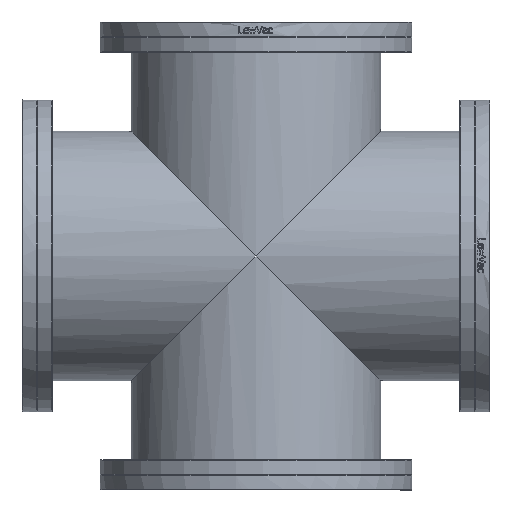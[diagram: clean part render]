
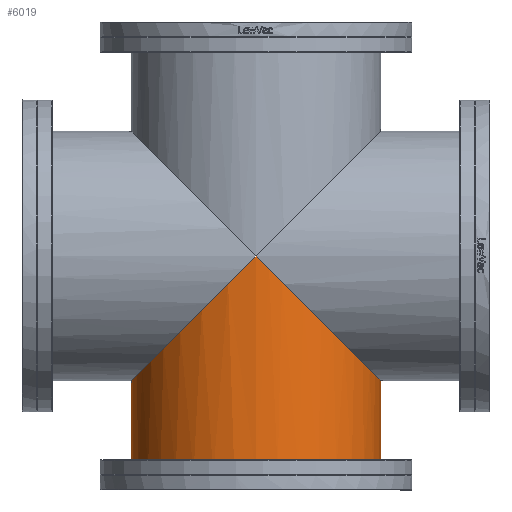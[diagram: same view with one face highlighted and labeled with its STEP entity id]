
A CAD part, left-side view. The second image highlights one B-rep face of the part: STEP entity #6019.
In plain terms, the highlighted cylindrical face has radius 101.6 mm (diameter 203.2 mm), a full revolution.
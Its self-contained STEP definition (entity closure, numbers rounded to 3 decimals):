
#11=ELLIPSE('',#6647,143.684,101.6);
#13=ELLIPSE('',#6650,143.684,101.6);
#485=FACE_BOUND('',#1315,.T.);
#818=FACE_OUTER_BOUND('',#1314,.T.);
#1314=EDGE_LOOP('',(#4991,#4992));
#1315=EDGE_LOOP('',(#4993));
#1843=CIRCLE('',#6655,101.6);
#3003=VERTEX_POINT('',#21728);
#3004=VERTEX_POINT('',#21729);
#3008=VERTEX_POINT('',#21743);
#3729=EDGE_CURVE('',#3003,#3004,#11,.T.);
#3733=EDGE_CURVE('',#3004,#3003,#13,.T.);
#3736=EDGE_CURVE('',#3008,#3008,#1843,.T.);
#4991=ORIENTED_EDGE('',*,*,#3729,.T.);
#4992=ORIENTED_EDGE('',*,*,#3733,.T.);
#4993=ORIENTED_EDGE('',*,*,#3736,.F.);
#5788=CYLINDRICAL_SURFACE('',#6654,101.6);
#6019=ADVANCED_FACE('',(#818,#485),#5788,.T.);
#6647=AXIS2_PLACEMENT_3D('',#21730,#7773,#7774);
#6650=AXIS2_PLACEMENT_3D('',#21737,#7781,#7782);
#6654=AXIS2_PLACEMENT_3D('',#21742,#7789,#7790);
#6655=AXIS2_PLACEMENT_3D('',#21744,#7791,#7792);
#7773=DIRECTION('center_axis',(-0.707,0.,
0.707));
#7774=DIRECTION('ref_axis',(-0.707,0.,-0.707));
#7781=DIRECTION('center_axis',(0.707,0.,0.707));
#7782=DIRECTION('ref_axis',(-0.707,0.,0.707));
#7789=DIRECTION('center_axis',(0.,0.,1.));
#7790=DIRECTION('ref_axis',(-1.,0.,0.));
#7791=DIRECTION('center_axis',(0.,0.,1.));
#7792=DIRECTION('ref_axis',(-1.,0.,0.));
#21728=CARTESIAN_POINT('',(0.,-101.6,0.));
#21729=CARTESIAN_POINT('',(0.,101.6,0.));
#21730=CARTESIAN_POINT('Origin',(0.,0.,0.));
#21737=CARTESIAN_POINT('Origin',(0.,0.,0.));
#21742=CARTESIAN_POINT('Origin',(0.,0.,0.));
#21743=CARTESIAN_POINT('',(101.6,0.,177.8));
#21744=CARTESIAN_POINT('Origin',(0.,0.,177.8));
